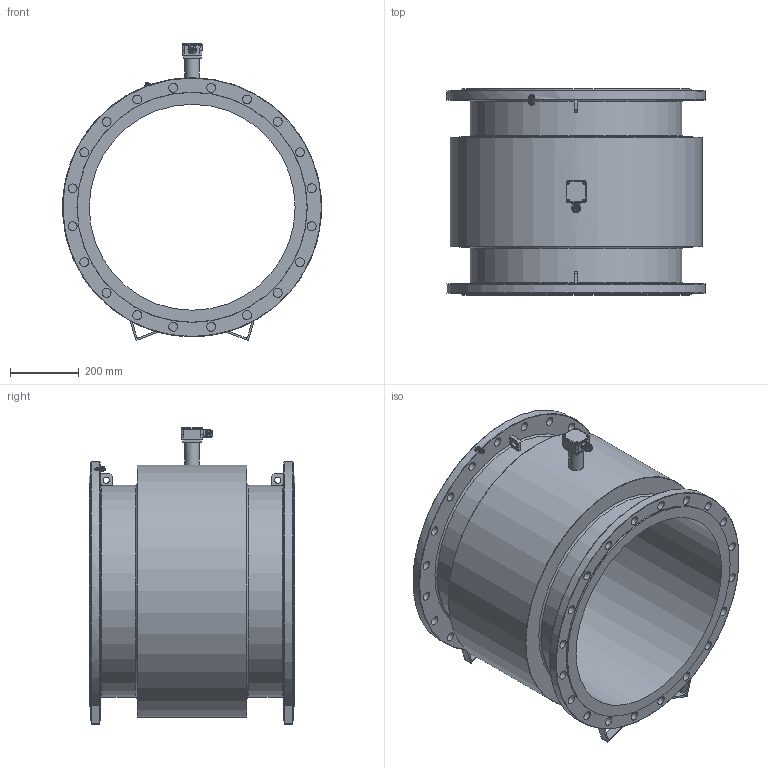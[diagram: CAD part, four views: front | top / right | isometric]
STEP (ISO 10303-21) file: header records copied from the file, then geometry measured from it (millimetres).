
FILE_DESCRIPTION(/* description */ (''),/* implementation_level */ '2;1');
FILE_NAME(/* name */ 'Flowmeter DN600 PN6 Separate.step',/* time_stamp */ '2023-10-05T14:10:54+03:00',/* author */ (''),/* organization */ (''),/* preprocessor_version */ 'ST-DEVELOPER v20',/* originating_system */ 'Autodesk Translation Framework v12.14.0.127',/* authorisation */ '');
FILE_SCHEMA (('AUTOMOTIVE_DESIGN { 1 0 10303 214 3 1 1 }'));
Length unit declared in the file: millimetre
Products named in the file (4): Flowmeter DN600 PN6; Flowmeter v11; B_Separate_version; box
Assembly tree (3 placements, depth 4):
  Flowmeter DN600 PN6
    Flowmeter v11
      B_Separate_version
        box
Bounding box: 753.88 x 600 x 864 mm (x, y, z)
Volume: 58099673.1 mm3; surface area: 3402518.4 mm2
Topology: 2 solids, 2 shells, 1484 faces, 3508 edges, 2048 vertices
Faces by surface type: cylinder 459, plane 459, bspline 250, sphere 156, torus 102, cone 58
Full cylindrical faces by diameter (mm): 3.332 x2, 3.961 x9, 4.234 x4, 4.5 x2, 5 x7, 5.5 x1, 6 x1, 7 x4, 8 x4, 10.394 x1, 10.9 x1, 11.3 x1, 12.394 x1, 13 x1, 14 x1, 15 x1, 17 x2, 18 x2, 21 x1, 24.5 x1, 26 x40, 42 x2, 600 x1, 616.5 x2, 670 x2, 735 x1
Entity records: 71424 total; most frequent: CARTESIAN_POINT 37051, ORIENTED_EDGE 7016, DIRECTION 6947, EDGE_CURVE 3508, AXIS2_PLACEMENT_3D 2745, VERTEX_POINT 2048, EDGE_LOOP 1620, FACE_OUTER_BOUND 1484
